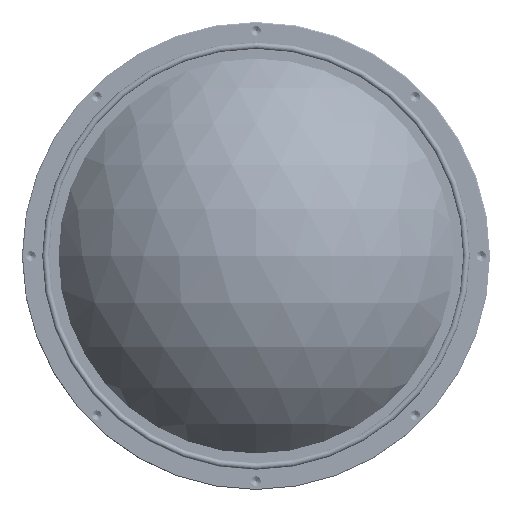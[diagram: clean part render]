
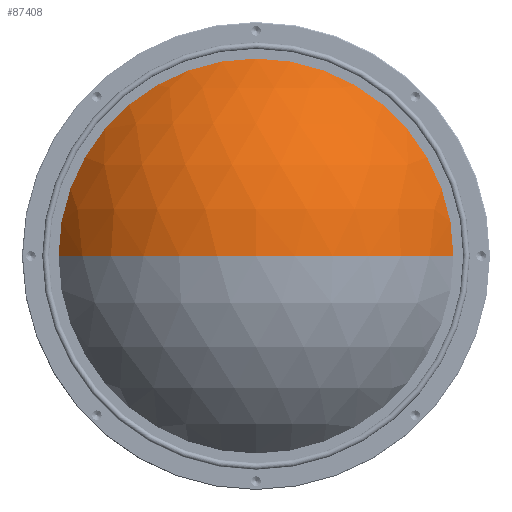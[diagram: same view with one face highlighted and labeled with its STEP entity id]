
A CAD part, left-side view. The second image highlights one B-rep face of the part: STEP entity #87408.
In plain terms, the highlighted spherical face has radius 61.223 mm.
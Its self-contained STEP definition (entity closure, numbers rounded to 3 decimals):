
#1817 = AXIS2_PLACEMENT_3D ( 'NONE', #53812, #7871, #23315 ) ;
#5949 = CARTESIAN_POINT ( 'NONE',  ( -108.077, 36.957, -16.51 ) ) ;
#7871 = DIRECTION ( 'NONE',  ( 0., 0., 1. ) ) ;
#9267 = EDGE_LOOP ( 'NONE', ( #83413, #72292, #19557, #49061 ) ) ;
#9658 = AXIS2_PLACEMENT_3D ( 'NONE', #52089, #59909, #74796 ) ;
#10670 = DIRECTION ( 'NONE',  ( 0., 0., 1. ) ) ;
#10979 = VERTEX_POINT ( 'NONE', #25755 ) ;
#15053 = DIRECTION ( 'NONE',  ( 0., 0., 1. ) ) ;
#19557 = ORIENTED_EDGE ( 'NONE', *, *, #68056, .T. ) ;
#23315 = DIRECTION ( 'NONE',  ( 0., -1., 0. ) ) ;
#25755 = CARTESIAN_POINT ( 'NONE',  ( -108.077, -65.913, -16.51 ) ) ;
#32491 = AXIS2_PLACEMENT_3D ( 'NONE', #39624, #85344, #10670 ) ;
#39624 = CARTESIAN_POINT ( 'NONE',  ( -108.077, -14.478, -16.51 ) ) ;
#39772 = CIRCLE ( 'NONE', #66655, 51.435 ) ;
#42471 = CIRCLE ( 'NONE', #1817, 61.223 ) ;
#43200 = VERTEX_POINT ( 'NONE', #65906 ) ;
#46878 = DIRECTION ( 'NONE',  ( 0., 1., 0. ) ) ;
#48243 = CIRCLE ( 'NONE', #32491, 51.435 ) ;
#49061 = ORIENTED_EDGE ( 'NONE', *, *, #92772, .T. ) ;
#50896 = VERTEX_POINT ( 'NONE', #79726 ) ;
#52089 = CARTESIAN_POINT ( 'NONE',  ( -74.87, -14.478, -16.51 ) ) ;
#52466 = CARTESIAN_POINT ( 'NONE',  ( -74.87, -14.478, -16.51 ) ) ;
#53812 = CARTESIAN_POINT ( 'NONE',  ( -74.87, -14.478, -16.51 ) ) ;
#54204 = EDGE_CURVE ( 'NONE', #43200, #56588, #86241, .T. ) ;
#56588 = VERTEX_POINT ( 'NONE', #5949 ) ;
#57733 = DIRECTION ( 'NONE',  ( -1., 0., 0. ) ) ;
#58578 = EDGE_CURVE ( 'NONE', #43200, #10979, #42471, .T. ) ;
#59909 = DIRECTION ( 'NONE',  ( 0., 0., -1. ) ) ;
#65906 = CARTESIAN_POINT ( 'NONE',  ( -136.093, -14.478, -16.51 ) ) ;
#66655 = AXIS2_PLACEMENT_3D ( 'NONE', #80902, #57733, #72590 ) ;
#68056 = EDGE_CURVE ( 'NONE', #10979, #50896, #48243, .T. ) ;
#72062 = SPHERICAL_SURFACE ( 'NONE', #92778, 61.223 ) ;
#72292 = ORIENTED_EDGE ( 'NONE', *, *, #58578, .T. ) ;
#72590 = DIRECTION ( 'NONE',  ( 0., 0., 1. ) ) ;
#74796 = DIRECTION ( 'NONE',  ( -1., 0., 0. ) ) ;
#77981 = FACE_OUTER_BOUND ( 'NONE', #9267, .T. ) ;
#79726 = CARTESIAN_POINT ( 'NONE',  ( -108.077, -14.478, 34.925 ) ) ;
#80902 = CARTESIAN_POINT ( 'NONE',  ( -108.077, -14.478, -16.51 ) ) ;
#83413 = ORIENTED_EDGE ( 'NONE', *, *, #54204, .F. ) ;
#85344 = DIRECTION ( 'NONE',  ( -1., 0., 0. ) ) ;
#86241 = CIRCLE ( 'NONE', #9658, 61.223 ) ;
#87408 = ADVANCED_FACE ( 'NONE', ( #77981 ), #72062, .T. ) ;
#92772 = EDGE_CURVE ( 'NONE', #50896, #56588, #39772, .T. ) ;
#92778 = AXIS2_PLACEMENT_3D ( 'NONE', #52466, #15053, #46878 ) ;
